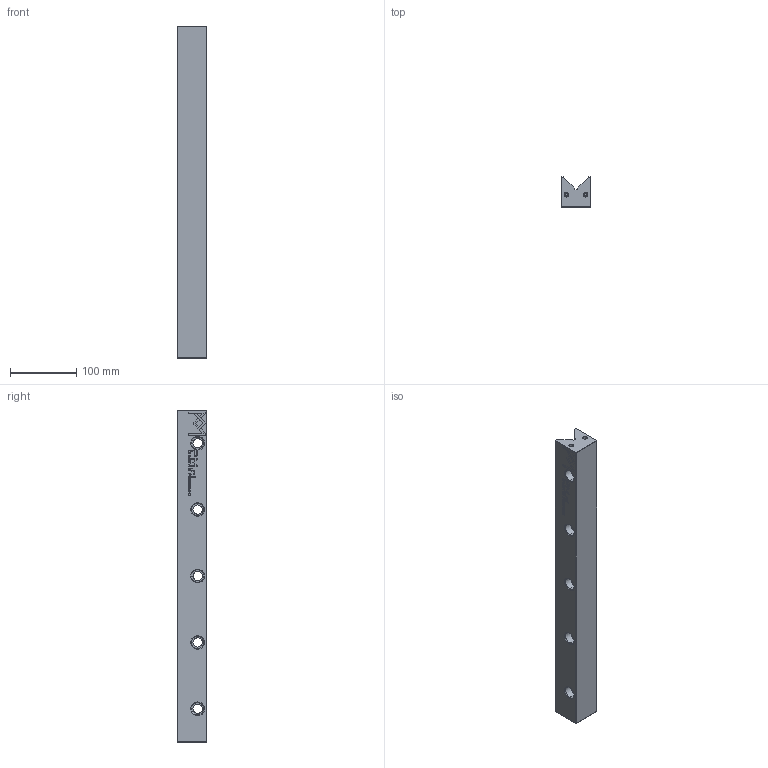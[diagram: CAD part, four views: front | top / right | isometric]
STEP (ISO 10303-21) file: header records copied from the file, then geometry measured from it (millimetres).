
FILE_DESCRIPTION(/* description */ (''),/* implementation_level */ '2;1');
FILE_NAME(/* name */ 'N3555_500.stp',/* time_stamp */ '2024-12-04T10:38:12+01:00',/* author */ (''),/* organization */ (''),/* preprocessor_version */ 'ST-DEVELOPER v16.7',/* originating_system */ 'SIEMENS PLM Software NX 12.0',/* authorisation */ '');
FILE_SCHEMA (('AUTOMOTIVE_DESIGN { 1 0 10303 214 3 1 1 1 }'));
Length unit declared in the file: millimetre
Products named in the file (1): NO3555_500_stp
Bounding box: 45 x 45 x 500 mm (x, y, z)
Volume: 775664.5 mm3; surface area: 112431.4 mm2
Topology: 1 solids, 1 shells, 398 faces, 1002 edges, 648 vertices
Faces by surface type: plane 242, bspline 90, cone 36, cylinder 30
Entity records: 14314 total; most frequent: CARTESIAN_POINT 3291, ORIENTED_EDGE 2004, DIRECTION 1536, EDGE_CURVE 1002, LINE 726, VECTOR 726, VERTEX_POINT 648, EDGE_LOOP 450
